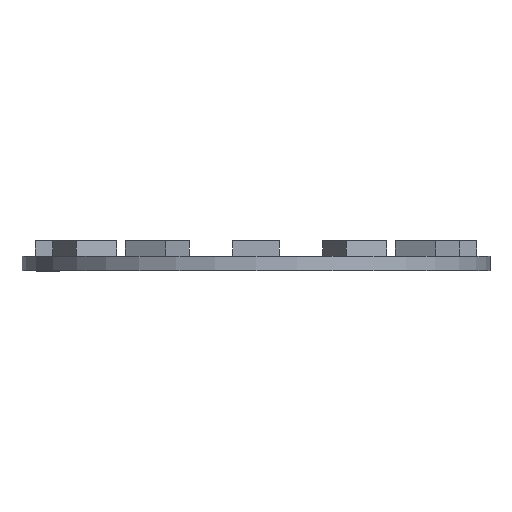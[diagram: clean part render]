
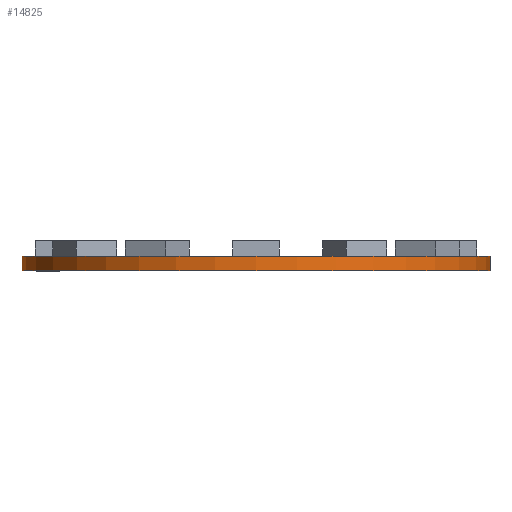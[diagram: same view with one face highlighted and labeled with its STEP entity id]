
A CAD part, front view. The second image highlights one B-rep face of the part: STEP entity #14825.
In plain terms, the highlighted cylindrical face has radius 25 mm (diameter 50 mm), a partial arc.
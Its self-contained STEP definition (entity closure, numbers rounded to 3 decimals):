
#804 = ORIENTED_EDGE ( 'NONE', *, *, #10467, .T. ) ;
#805 = ORIENTED_EDGE ( 'NONE', *, *, #10822, .F. ) ;
#810 = ORIENTED_EDGE ( 'NONE', *, *, #10827, .T. ) ;
#811 = ORIENTED_EDGE ( 'NONE', *, *, #10431, .F. ) ;
#944 = VERTEX_POINT ( 'NONE', #14668 ) ;
#945 = VERTEX_POINT ( 'NONE', #14743 ) ;
#946 = VERTEX_POINT ( 'NONE', #14665 ) ;
#952 = VERTEX_POINT ( 'NONE', #14759 ) ;
#2176 = EDGE_LOOP ( 'NONE', ( #805, #811, #810, #804 ) ) ;
#7075 = CARTESIAN_POINT ( 'NONE',  ( 25., 0., 1.5 ) ) ;
#7076 = DIRECTION ( 'NONE',  ( 0., 0., -1. ) ) ;
#7099 = CARTESIAN_POINT ( 'NONE',  ( -25., 0., 1.5 ) ) ;
#7100 = DIRECTION ( 'NONE',  ( 0., 0., -1. ) ) ;
#10431 = EDGE_CURVE ( 'NONE', #945, #952, #15095, .T. ) ;
#10467 = EDGE_CURVE ( 'NONE', #944, #946, #15159, .T. ) ;
#10822 = EDGE_CURVE ( 'NONE', #952, #946, #12708, .T. ) ;
#10827 = EDGE_CURVE ( 'NONE', #945, #944, #12711, .T. ) ;
#12708 = LINE ( 'NONE', #7075, #15461 ) ;
#12711 = LINE ( 'NONE', #7099, #15465 ) ;
#12885 = FACE_OUTER_BOUND ( 'NONE', #2176, .T. ) ;
#12886 = CYLINDRICAL_SURFACE ( 'NONE', #18059, 25. ) ;
#14665 = CARTESIAN_POINT ( 'NONE',  ( 25., 0., 0. ) ) ;
#14668 = CARTESIAN_POINT ( 'NONE',  ( -25., 0., 0. ) ) ;
#14743 = CARTESIAN_POINT ( 'NONE',  ( -25., 0., 1.5 ) ) ;
#14759 = CARTESIAN_POINT ( 'NONE',  ( 25., 0., 1.5 ) ) ;
#14825 = ADVANCED_FACE ( 'NONE', ( #12885 ), #12886, .T. ) ;
#15095 = CIRCLE ( 'NONE', #15122, 25. ) ;
#15122 = AXIS2_PLACEMENT_3D ( 'NONE', #15855, #15856, #15857 ) ;
#15159 = CIRCLE ( 'NONE', #15162, 25. ) ;
#15162 = AXIS2_PLACEMENT_3D ( 'NONE', #15985, #15986, #15987 ) ;
#15461 = VECTOR ( 'NONE', #7076, 1000. ) ;
#15465 = VECTOR ( 'NONE', #7100, 1000. ) ;
#15855 = CARTESIAN_POINT ( 'NONE',  ( 0., 0., 1.5 ) ) ;
#15856 = DIRECTION ( 'NONE',  ( 0., 0., 1. ) ) ;
#15857 = DIRECTION ( 'NONE',  ( 1., 0., 0. ) ) ;
#15985 = CARTESIAN_POINT ( 'NONE',  ( 0., 0., 0. ) ) ;
#15986 = DIRECTION ( 'NONE',  ( 0., 0., 1. ) ) ;
#15987 = DIRECTION ( 'NONE',  ( 1., 0., 0. ) ) ;
#18059 = AXIS2_PLACEMENT_3D ( 'NONE', #18173, #18174, #18175 ) ;
#18173 = CARTESIAN_POINT ( 'NONE',  ( 0., 0., 1.5 ) ) ;
#18174 = DIRECTION ( 'NONE',  ( 0., 0., -1. ) ) ;
#18175 = DIRECTION ( 'NONE',  ( -1., 0., 0. ) ) ;
